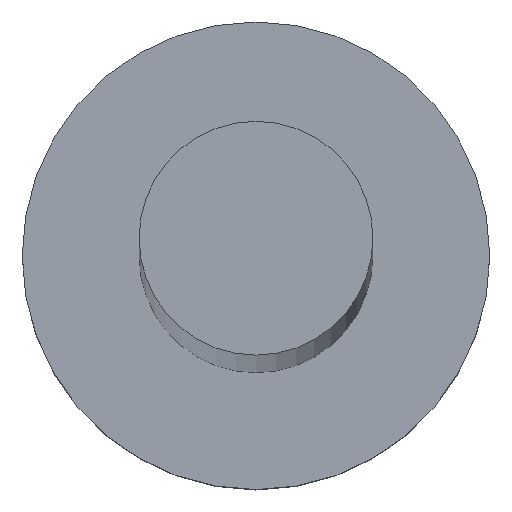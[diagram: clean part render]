
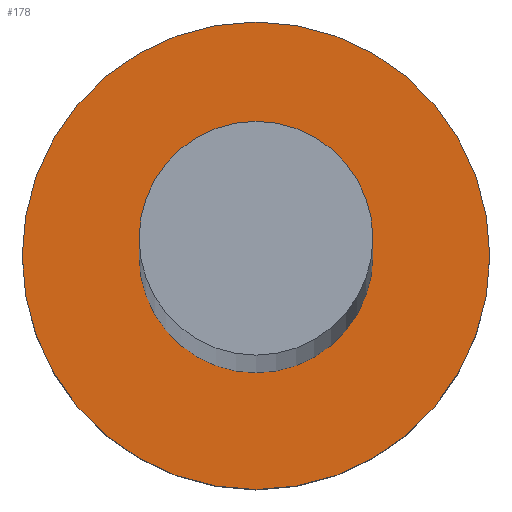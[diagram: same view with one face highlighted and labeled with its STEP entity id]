
A CAD part, top view. The second image highlights one B-rep face of the part: STEP entity #178.
In plain terms, the highlighted planar face has unit normal (0, 0, 1).
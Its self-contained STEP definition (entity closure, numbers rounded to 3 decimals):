
#1 = EDGE_CURVE ( 'NONE', #140, #119, #198, .T. ) ;
#2 = FACE_BOUND ( 'NONE', #85, .T. ) ;
#8 = ORIENTED_EDGE ( 'NONE', *, *, #12, .T. ) ;
#12 = EDGE_CURVE ( 'NONE', #119, #140, #24, .T. ) ;
#24 = CIRCLE ( 'NONE', #161, 2. ) ;
#30 = AXIS2_PLACEMENT_3D ( 'NONE', #144, #93, #224 ) ;
#44 = CARTESIAN_POINT ( 'NONE',  ( 1., 0., 2. ) ) ;
#45 = DIRECTION ( 'NONE',  ( 0., 0., 1. ) ) ;
#59 = EDGE_CURVE ( 'NONE', #122, #225, #251, .T. ) ;
#70 = ORIENTED_EDGE ( 'NONE', *, *, #59, .F. ) ;
#82 = CARTESIAN_POINT ( 'NONE',  ( 0., 0., 2. ) ) ;
#85 = EDGE_LOOP ( 'NONE', ( #202, #70 ) ) ;
#86 = CIRCLE ( 'NONE', #226, 1. ) ;
#93 = DIRECTION ( 'NONE',  ( 0., 0., 1. ) ) ;
#95 = AXIS2_PLACEMENT_3D ( 'NONE', #250, #180, #127 ) ;
#99 = CARTESIAN_POINT ( 'NONE',  ( 0., 0., 2. ) ) ;
#119 = VERTEX_POINT ( 'NONE', #172 ) ;
#122 = VERTEX_POINT ( 'NONE', #44 ) ;
#123 = AXIS2_PLACEMENT_3D ( 'NONE', #82, #189, #174 ) ;
#127 = DIRECTION ( 'NONE',  ( 1., 0., 0. ) ) ;
#130 = CARTESIAN_POINT ( 'NONE',  ( 0., 0., 2. ) ) ;
#140 = VERTEX_POINT ( 'NONE', #205 ) ;
#144 = CARTESIAN_POINT ( 'NONE',  ( 0., 0., 2. ) ) ;
#150 = CARTESIAN_POINT ( 'NONE',  ( -1., 0., 2. ) ) ;
#154 = DIRECTION ( 'NONE',  ( 1., 0., 0. ) ) ;
#156 = EDGE_LOOP ( 'NONE', ( #8, #248 ) ) ;
#159 = EDGE_CURVE ( 'NONE', #225, #122, #86, .T. ) ;
#161 = AXIS2_PLACEMENT_3D ( 'NONE', #130, #183, #253 ) ;
#172 = CARTESIAN_POINT ( 'NONE',  ( -2., 0., 2. ) ) ;
#174 = DIRECTION ( 'NONE',  ( 1., 0., 0. ) ) ;
#178 = ADVANCED_FACE ( 'NONE', ( #2, #193 ), #206, .T. ) ;
#180 = DIRECTION ( 'NONE',  ( 0., 0., 1. ) ) ;
#183 = DIRECTION ( 'NONE',  ( 0., 0., 1. ) ) ;
#189 = DIRECTION ( 'NONE',  ( 0., 0., 1. ) ) ;
#193 = FACE_OUTER_BOUND ( 'NONE', #156, .T. ) ;
#198 = CIRCLE ( 'NONE', #95, 2. ) ;
#202 = ORIENTED_EDGE ( 'NONE', *, *, #159, .F. ) ;
#205 = CARTESIAN_POINT ( 'NONE',  ( 2., 0., 2. ) ) ;
#206 = PLANE ( 'NONE',  #123 ) ;
#224 = DIRECTION ( 'NONE',  ( 1., 0., 0. ) ) ;
#225 = VERTEX_POINT ( 'NONE', #150 ) ;
#226 = AXIS2_PLACEMENT_3D ( 'NONE', #99, #45, #154 ) ;
#248 = ORIENTED_EDGE ( 'NONE', *, *, #1, .T. ) ;
#250 = CARTESIAN_POINT ( 'NONE',  ( 0., 0., 2. ) ) ;
#251 = CIRCLE ( 'NONE', #30, 1. ) ;
#253 = DIRECTION ( 'NONE',  ( 1., 0., 0. ) ) ;
